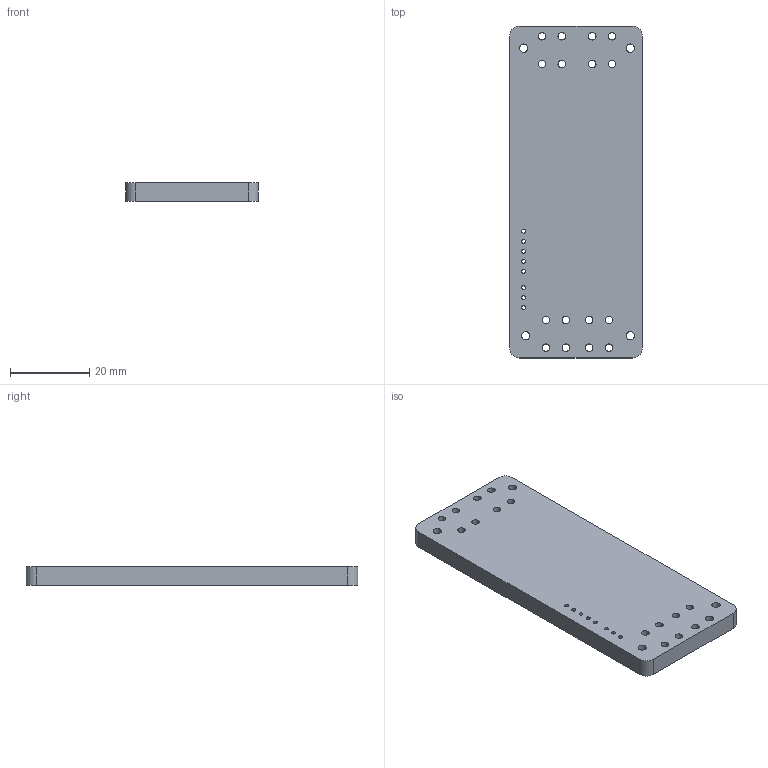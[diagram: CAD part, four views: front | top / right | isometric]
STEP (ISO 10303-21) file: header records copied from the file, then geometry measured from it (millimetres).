
FILE_DESCRIPTION(('KiCad electronic assembly'),'2;1');
FILE_NAME('motor-controller.step','2022-01-28T23:29:26',('Pcbnew'),( 'Kicad'),'Open CASCADE STEP processor 7.5','KiCad to STEP converter' ,'Unknown');
FILE_SCHEMA(('AUTOMOTIVE_DESIGN { 1 0 10303 214 1 1 1 1 }'));
Length unit declared in the file: millimetre
Products named in the file (2): motor-controller 1; _autosave-motor-controller PCB
Assembly tree (1 placements, depth 2):
  motor-controller 1
    _autosave-motor-controller PCB
Bounding box: 33.53 x 83.82 x 4.69 mm (x, y, z)
Volume: 12847.2 mm3; surface area: 7248.4 mm2
Topology: 1 solids, 1 shells, 38 faces, 108 edges, 72 vertices
Faces by surface type: cylinder 32, plane 6
Full cylindrical faces by diameter (mm): 1 x8, 1.9 x16, 2.1 x4
Entity records: 2839 total; most frequent: DIRECTION 468, CARTESIAN_POINT 436, ORIENTED_EDGE 216, PCURVE 216, DEFINITIONAL_REPRESENTATION 216, LINE 196, VECTOR 196, CIRCLE 128
